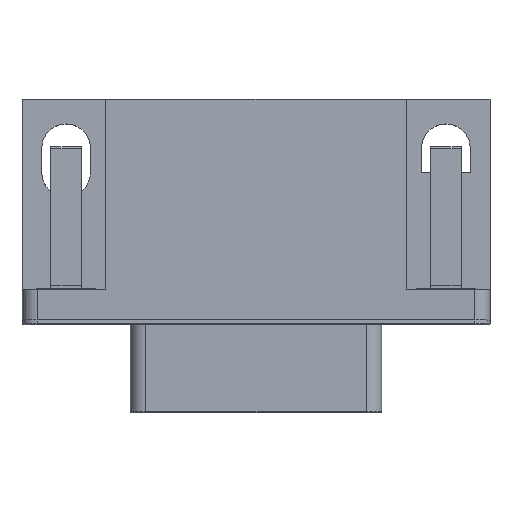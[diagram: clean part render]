
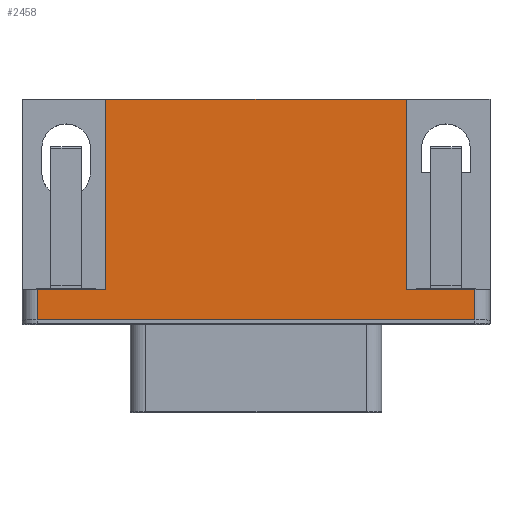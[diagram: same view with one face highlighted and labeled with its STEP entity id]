
A CAD part, top view. The second image highlights one B-rep face of the part: STEP entity #2458.
In plain terms, the highlighted planar face has unit normal (0, 0, 1).
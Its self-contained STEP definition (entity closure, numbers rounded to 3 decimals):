
#1886 = VERTEX_POINT('',#1887);
#1887 = CARTESIAN_POINT('',(-8.86,-12.74,12.5));
#1912 = VERTEX_POINT('',#1913);
#1913 = CARTESIAN_POINT('',(19.94,-12.74,12.5));
#1936 = EDGE_CURVE('',#1912,#1886,#1937,.T.);
#1937 = LINE('',#1938,#1939);
#1938 = CARTESIAN_POINT('',(20.94,-12.74,12.5));
#1939 = VECTOR('',#1940,1.);
#1940 = DIRECTION('',(-1.,0.,0.));
#2412 = EDGE_CURVE('',#1886,#2413,#2415,.T.);
#2413 = VERTEX_POINT('',#2414);
#2414 = CARTESIAN_POINT('',(-8.86,-10.74,12.5));
#2415 = LINE('',#2416,#2417);
#2416 = CARTESIAN_POINT('',(-8.86,-12.74,12.5));
#2417 = VECTOR('',#2418,1.);
#2418 = DIRECTION('',(0.,1.,0.));
#2437 = EDGE_CURVE('',#1912,#2438,#2440,.T.);
#2438 = VERTEX_POINT('',#2439);
#2439 = CARTESIAN_POINT('',(19.94,-10.74,12.5));
#2440 = LINE('',#2441,#2442);
#2441 = CARTESIAN_POINT('',(19.94,-12.74,12.5));
#2442 = VECTOR('',#2443,1.);
#2443 = DIRECTION('',(0.,1.,0.));
#2458 = ADVANCED_FACE('',(#2459),#2502,.T.);
#2459 = FACE_BOUND('',#2460,.T.);
#2460 = EDGE_LOOP('',(#2461,#2462,#2463,#2471,#2479,#2487,#2495,#2501));
#2461 = ORIENTED_EDGE('',*,*,#1936,.F.);
#2462 = ORIENTED_EDGE('',*,*,#2437,.T.);
#2463 = ORIENTED_EDGE('',*,*,#2464,.F.);
#2464 = EDGE_CURVE('',#2465,#2438,#2467,.T.);
#2465 = VERTEX_POINT('',#2466);
#2466 = CARTESIAN_POINT('',(15.44,-10.74,12.5));
#2467 = LINE('',#2468,#2469);
#2468 = CARTESIAN_POINT('',(19.94,-10.74,12.5));
#2469 = VECTOR('',#2470,1.);
#2470 = DIRECTION('',(1.,0.,0.));
#2471 = ORIENTED_EDGE('',*,*,#2472,.F.);
#2472 = EDGE_CURVE('',#2473,#2465,#2475,.T.);
#2473 = VERTEX_POINT('',#2474);
#2474 = CARTESIAN_POINT('',(15.44,1.8,12.5));
#2475 = LINE('',#2476,#2477);
#2476 = CARTESIAN_POINT('',(15.44,-11.74,12.5));
#2477 = VECTOR('',#2478,1.);
#2478 = DIRECTION('',(0.,-1.,0.));
#2479 = ORIENTED_EDGE('',*,*,#2480,.T.);
#2480 = EDGE_CURVE('',#2473,#2481,#2483,.T.);
#2481 = VERTEX_POINT('',#2482);
#2482 = CARTESIAN_POINT('',(-4.36,1.8,12.5));
#2483 = LINE('',#2484,#2485);
#2484 = CARTESIAN_POINT('',(20.94,1.8,12.5));
#2485 = VECTOR('',#2486,1.);
#2486 = DIRECTION('',(-1.,0.,0.));
#2487 = ORIENTED_EDGE('',*,*,#2488,.F.);
#2488 = EDGE_CURVE('',#2489,#2481,#2491,.T.);
#2489 = VERTEX_POINT('',#2490);
#2490 = CARTESIAN_POINT('',(-4.36,-10.74,12.5));
#2491 = LINE('',#2492,#2493);
#2492 = CARTESIAN_POINT('',(-4.36,-11.74,12.5));
#2493 = VECTOR('',#2494,1.);
#2494 = DIRECTION('',(0.,1.,0.));
#2495 = ORIENTED_EDGE('',*,*,#2496,.F.);
#2496 = EDGE_CURVE('',#2413,#2489,#2497,.T.);
#2497 = LINE('',#2498,#2499);
#2498 = CARTESIAN_POINT('',(6.54,-10.74,12.5));
#2499 = VECTOR('',#2500,1.);
#2500 = DIRECTION('',(1.,0.,0.));
#2501 = ORIENTED_EDGE('',*,*,#2412,.F.);
#2502 = PLANE('',#2503);
#2503 = AXIS2_PLACEMENT_3D('',#2504,#2505,#2506);
#2504 = CARTESIAN_POINT('',(20.94,-12.74,12.5));
#2505 = DIRECTION('',(0.,0.,1.));
#2506 = DIRECTION('',(-1.,0.,0.));
